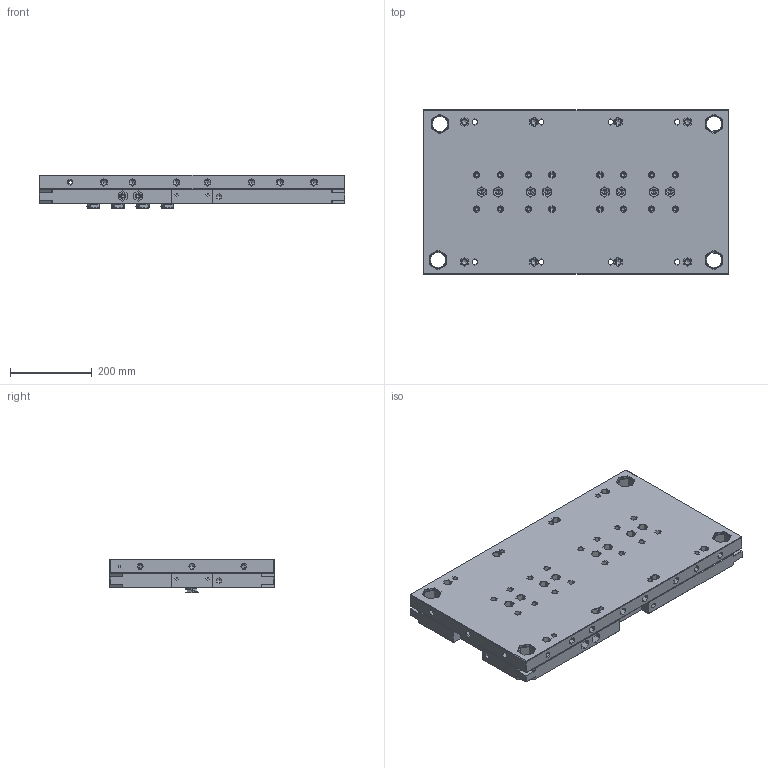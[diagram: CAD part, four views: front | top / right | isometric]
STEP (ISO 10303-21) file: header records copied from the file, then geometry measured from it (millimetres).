
FILE_DESCRIPTION((''),'2;1');
FILE_NAME('CURRENT_ASSEMBLY_ASM','2010-04-14T',('9jconnol'),(''),'PRO/ENGINEER BY PARAMETRIC TECHNOLOGY CORPORATION, 2007460','PRO/ENGINEER BY PARAMETRIC TECHNOLOGY CORPORATION, 2007460','');
FILE_SCHEMA(('CONFIG_CONTROL_DESIGN'));
Length unit declared in the file: inch
Products named in the file (5): 137304_APLATE; 137304_ACAVITY_JC; G_137304_MOLD; 137304_RETPLATE_NEW; CURRENT_ASSEMBLY_ASM
Assembly tree (8 placements, depth 2):
  CURRENT_ASSEMBLY_ASM
    137304_APLATE
    137304_ACAVITY_JC  x2
    G_137304_MOLD  x4
    137304_RETPLATE_NEW
Bounding box: 749.3 x 403.23 x 82.33 mm (x, y, z)
Volume: 11026942.3 mm3
Topology: 7 solids, 32 shells, 3015 faces, 6965 edges, 4076 vertices
Faces by surface type: cylinder 1056, cone 912, plane 636, torus 280, bspline 80, extrusion 47, sphere 4
Entity records: 63023 total; most frequent: CARTESIAN_POINT 14750, DIRECTION 10581, ORIENTED_EDGE 9540, EDGE_CURVE 4770, AXIS2_PLACEMENT_3D 4111, VERTEX_POINT 2898, EDGE_LOOP 2480, VECTOR 2359
